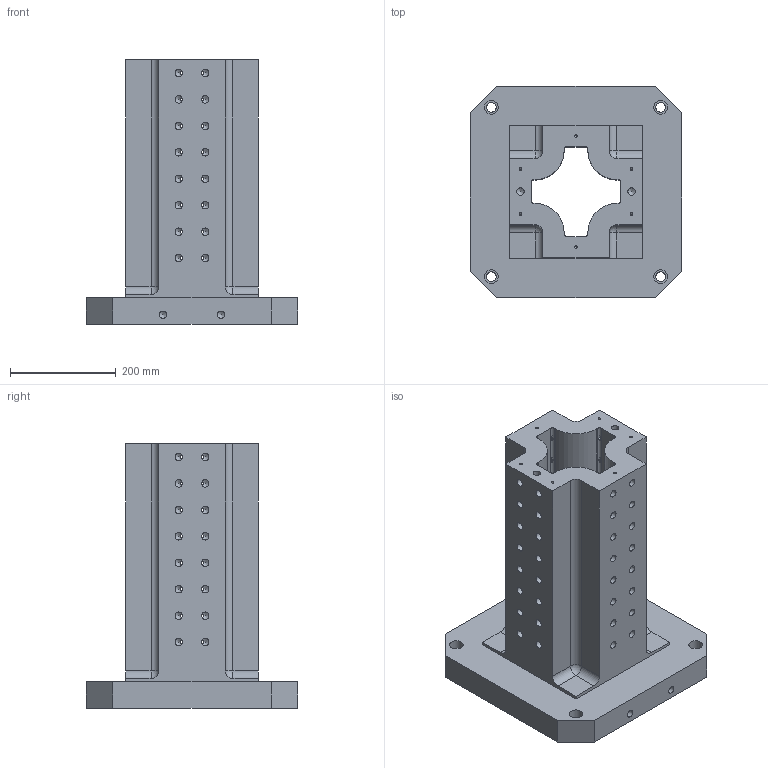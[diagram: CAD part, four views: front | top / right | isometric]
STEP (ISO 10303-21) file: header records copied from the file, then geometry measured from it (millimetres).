
FILE_DESCRIPTION( ( 'Unknown' ), '1' );
FILE_NAME( 'BP30-400400-0500-16.stp', 'Unknown', ( 'S.C.H' ), ( 'Unknown' ), 'XStep 1.0', 'Unknown', ' ' );
FILE_SCHEMA( ( 'CONFIG_CONTROL_DESIGN' ) );
Length unit declared in the file: millimetre
Products named in the file (1): 1
Bounding box: 400 x 400 x 500 mm (x, y, z)
Volume: 20626922.2 mm3; surface area: 1203288.1 mm2
Topology: 1 solids, 1 shells, 229 faces, 818 edges, 560 vertices
Faces by surface type: cylinder 107, cone 75, plane 43, sphere 4
Full cylindrical faces by diameter (mm): 5 x6, 14 x69, 18 x4, 26 x4
Entity records: 9986 total; most frequent: CARTESIAN_POINT 4613, DIRECTION 1020, ORIENTED_EDGE 820, EDGE_LOOP 530, AXIS2_PLACEMENT_3D 444, VERTEX_POINT 421, EDGE_CURVE 410, FACE_OUTER_BOUND 312
